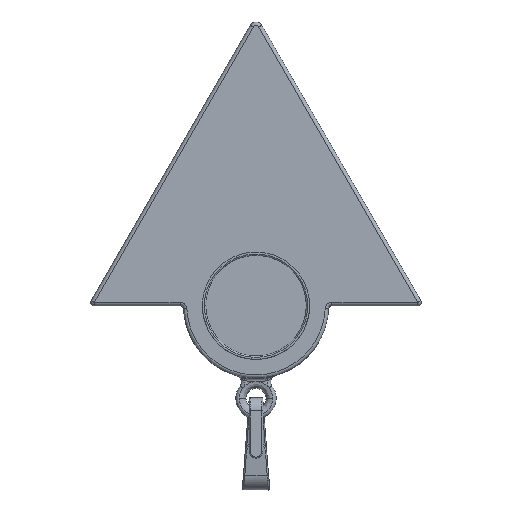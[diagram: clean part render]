
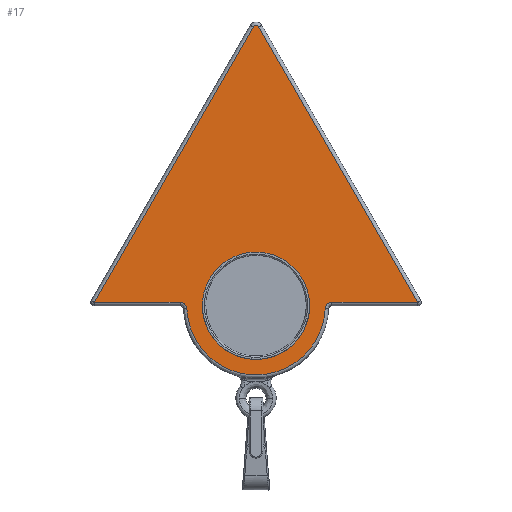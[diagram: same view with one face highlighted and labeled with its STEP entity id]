
A CAD part, front view. The second image highlights one B-rep face of the part: STEP entity #17.
In plain terms, the highlighted free-form (B-spline) face has degree [1, 1] with [2, 2] control points.
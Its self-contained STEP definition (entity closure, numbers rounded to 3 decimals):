
#17 = ADVANCED_FACE('',(#18,#82),#104,.F.);
#18 = FACE_BOUND('',#19,.F.);
#19 = EDGE_LOOP('',(#20,#30,#37,#44,#52,#62,#70,#77));
#20 = ORIENTED_EDGE('',*,*,#21,.F.);
#21 = EDGE_CURVE('',#22,#24,#26,.T.);
#22 = VERTEX_POINT('',#23);
#23 = CARTESIAN_POINT('',(0.287,0.,17.959));
#24 = VERTEX_POINT('',#25);
#25 = CARTESIAN_POINT('',(-0.287,0.,17.959));
#26 = ( BOUNDED_CURVE() B_SPLINE_CURVE(2,(#27,#28,#29),.UNSPECIFIED.,.F.
,.F.) B_SPLINE_CURVE_WITH_KNOTS((3,3),(0.,2.094),
.PIECEWISE_BEZIER_KNOTS.) CURVE() GEOMETRIC_REPRESENTATION_ITEM() 
RATIONAL_B_SPLINE_CURVE((1.,0.5,1.)) REPRESENTATION_ITEM('') );
#27 = CARTESIAN_POINT('',(0.287,0.,17.959));
#28 = CARTESIAN_POINT('',(0.,0.,18.456));
#29 = CARTESIAN_POINT('',(-0.287,0.,17.959));
#30 = ORIENTED_EDGE('',*,*,#31,.F.);
#31 = EDGE_CURVE('',#32,#22,#34,.T.);
#32 = VERTEX_POINT('',#33);
#33 = CARTESIAN_POINT('',(15.983,0.,-9.228));
#34 = B_SPLINE_CURVE_WITH_KNOTS('',1,(#35,#36),.UNSPECIFIED.,.F.,.F.,(2,
    2),(0.,23.701),.PIECEWISE_BEZIER_KNOTS.);
#35 = CARTESIAN_POINT('',(15.983,0.,-9.228));
#36 = CARTESIAN_POINT('',(0.287,0.,17.959));
#37 = ORIENTED_EDGE('',*,*,#38,.F.);
#38 = EDGE_CURVE('',#39,#32,#41,.T.);
#39 = VERTEX_POINT('',#40);
#40 = CARTESIAN_POINT('',(7.493,0.,-9.228));
#41 = B_SPLINE_CURVE_WITH_KNOTS('',1,(#42,#43),.UNSPECIFIED.,.F.,.F.,(2,
    2),(0.,6.41),.PIECEWISE_BEZIER_KNOTS.);
#42 = CARTESIAN_POINT('',(7.493,0.,-9.228));
#43 = CARTESIAN_POINT('',(15.983,0.,-9.228));
#44 = ORIENTED_EDGE('',*,*,#45,.F.);
#45 = EDGE_CURVE('',#46,#39,#48,.T.);
#46 = VERTEX_POINT('',#47);
#47 = CARTESIAN_POINT('',(6.831,0.,-9.861));
#48 = ( BOUNDED_CURVE() B_SPLINE_CURVE(2,(#49,#50,#51),.UNSPECIFIED.,.F.
,.F.) B_SPLINE_CURVE_WITH_KNOTS((3,3),(0.,1.527),
.PIECEWISE_BEZIER_KNOTS.) CURVE() GEOMETRIC_REPRESENTATION_ITEM() 
RATIONAL_B_SPLINE_CURVE((1.,0.723,1.)) REPRESENTATION_ITEM('') 
  );
#49 = CARTESIAN_POINT('',(6.831,0.,-9.861));
#50 = CARTESIAN_POINT('',(6.859,0.,-9.228));
#51 = CARTESIAN_POINT('',(7.493,0.,-9.228));
#52 = ORIENTED_EDGE('',*,*,#53,.F.);
#53 = EDGE_CURVE('',#54,#46,#56,.T.);
#54 = VERTEX_POINT('',#55);
#55 = CARTESIAN_POINT('',(-6.831,0.,-9.861));
#56 = ( BOUNDED_CURVE() B_SPLINE_CURVE(2,(#57,#58,#59,#60,#61),
.UNSPECIFIED.,.F.,.F.) B_SPLINE_CURVE_WITH_KNOTS((3,2,3),(0.,
1.527,3.053),.PIECEWISE_BEZIER_KNOTS.) CURVE() 
GEOMETRIC_REPRESENTATION_ITEM() RATIONAL_B_SPLINE_CURVE((1.,
0.723,1.,0.723,1.)) REPRESENTATION_ITEM('') );
#57 = CARTESIAN_POINT('',(-6.831,0.,-9.861));
#58 = CARTESIAN_POINT('',(-6.543,0.,-16.397));
#59 = CARTESIAN_POINT('',(0.,0.,-16.397));
#60 = CARTESIAN_POINT('',(6.543,0.,-16.397));
#61 = CARTESIAN_POINT('',(6.831,0.,-9.861));
#62 = ORIENTED_EDGE('',*,*,#63,.F.);
#63 = EDGE_CURVE('',#64,#54,#66,.T.);
#64 = VERTEX_POINT('',#65);
#65 = CARTESIAN_POINT('',(-7.493,0.,-9.228));
#66 = ( BOUNDED_CURVE() B_SPLINE_CURVE(2,(#67,#68,#69),.UNSPECIFIED.,.F.
,.F.) B_SPLINE_CURVE_WITH_KNOTS((3,3),(0.,1.527),
.PIECEWISE_BEZIER_KNOTS.) CURVE() GEOMETRIC_REPRESENTATION_ITEM() 
RATIONAL_B_SPLINE_CURVE((1.,0.723,1.)) REPRESENTATION_ITEM('') 
  );
#67 = CARTESIAN_POINT('',(-7.493,0.,-9.228));
#68 = CARTESIAN_POINT('',(-6.859,0.,-9.228));
#69 = CARTESIAN_POINT('',(-6.831,0.,-9.861));
#70 = ORIENTED_EDGE('',*,*,#71,.F.);
#71 = EDGE_CURVE('',#72,#64,#74,.T.);
#72 = VERTEX_POINT('',#73);
#73 = CARTESIAN_POINT('',(-15.983,0.,-9.228));
#74 = B_SPLINE_CURVE_WITH_KNOTS('',1,(#75,#76),.UNSPECIFIED.,.F.,.F.,(2,
    2),(0.,6.41),.PIECEWISE_BEZIER_KNOTS.);
#75 = CARTESIAN_POINT('',(-15.983,0.,-9.228));
#76 = CARTESIAN_POINT('',(-7.493,0.,-9.228));
#77 = ORIENTED_EDGE('',*,*,#78,.F.);
#78 = EDGE_CURVE('',#24,#72,#79,.T.);
#79 = B_SPLINE_CURVE_WITH_KNOTS('',1,(#80,#81),.UNSPECIFIED.,.F.,.F.,(2,
    2),(0.,23.701),.PIECEWISE_BEZIER_KNOTS.);
#80 = CARTESIAN_POINT('',(-0.287,0.,17.959));
#81 = CARTESIAN_POINT('',(-15.983,0.,-9.228));
#82 = FACE_BOUND('',#83,.F.);
#83 = EDGE_LOOP('',(#84,#96));
#84 = ORIENTED_EDGE('',*,*,#85,.T.);
#85 = EDGE_CURVE('',#86,#88,#90,.T.);
#86 = VERTEX_POINT('',#87);
#87 = CARTESIAN_POINT('',(5.298,0.,-9.559));
#88 = VERTEX_POINT('',#89);
#89 = CARTESIAN_POINT('',(-5.298,0.,-9.559));
#90 = ( BOUNDED_CURVE() B_SPLINE_CURVE(2,(#91,#92,#93,#94,#95),
.UNSPECIFIED.,.F.,.F.) B_SPLINE_CURVE_WITH_KNOTS((3,2,3),(0.,
1.571,3.142),.PIECEWISE_BEZIER_KNOTS.) CURVE() 
GEOMETRIC_REPRESENTATION_ITEM() RATIONAL_B_SPLINE_CURVE((1.,
0.707,1.,0.707,1.)) REPRESENTATION_ITEM('') );
#91 = CARTESIAN_POINT('',(5.298,0.,-9.559));
#92 = CARTESIAN_POINT('',(5.298,0.,-4.261));
#93 = CARTESIAN_POINT('',(0.,0.,-4.261));
#94 = CARTESIAN_POINT('',(-5.298,0.,-4.261));
#95 = CARTESIAN_POINT('',(-5.298,0.,-9.559));
#96 = ORIENTED_EDGE('',*,*,#97,.T.);
#97 = EDGE_CURVE('',#88,#86,#98,.T.);
#98 = ( BOUNDED_CURVE() B_SPLINE_CURVE(2,(#99,#100,#101,#102,#103),
.UNSPECIFIED.,.F.,.F.) B_SPLINE_CURVE_WITH_KNOTS((3,2,3),(0.,
1.571,3.142),.PIECEWISE_BEZIER_KNOTS.) CURVE() 
GEOMETRIC_REPRESENTATION_ITEM() RATIONAL_B_SPLINE_CURVE((1.,
0.707,1.,0.707,1.)) REPRESENTATION_ITEM('') );
#99 = CARTESIAN_POINT('',(-5.298,0.,-9.559));
#100 = CARTESIAN_POINT('',(-5.298,0.,-14.857));
#101 = CARTESIAN_POINT('',(0.,0.,-14.857));
#102 = CARTESIAN_POINT('',(5.298,0.,-14.857));
#103 = CARTESIAN_POINT('',(5.298,0.,-9.559));
#104 = B_SPLINE_SURFACE_WITH_KNOTS('',1,1,(
    (#105,#106)
    ,(#107,#108
    )),.UNSPECIFIED.,.F.,.F.,.F.,(2,2),(2,2),(-12.067,
    12.067),(-13.684,12.38),
  .PIECEWISE_BEZIER_KNOTS.);
#105 = CARTESIAN_POINT('',(-15.983,0.,18.125));
#106 = CARTESIAN_POINT('',(-15.983,0.,-16.397));
#107 = CARTESIAN_POINT('',(15.983,0.,18.125));
#108 = CARTESIAN_POINT('',(15.983,0.,-16.397));
